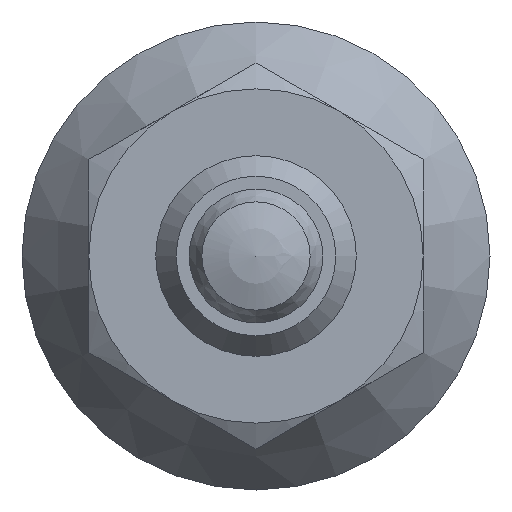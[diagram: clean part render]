
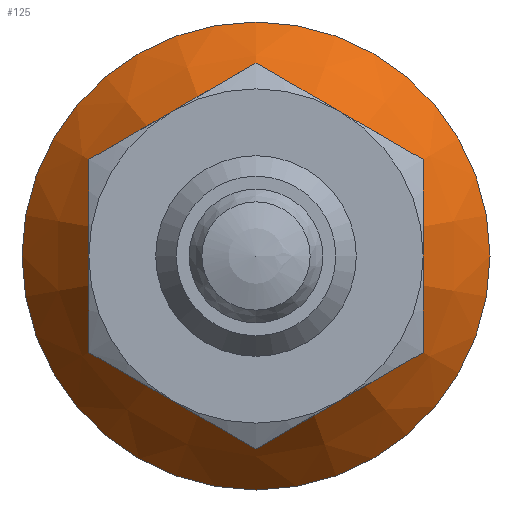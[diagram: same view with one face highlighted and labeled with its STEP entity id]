
A CAD part, front view. The second image highlights one B-rep face of the part: STEP entity #125.
In plain terms, the highlighted conical face has half-angle 36 degrees and reference radius 7 mm.
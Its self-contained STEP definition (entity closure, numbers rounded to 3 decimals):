
#125 = ADVANCED_FACE( '', ( #294, #295 ), #296, .T. );
#294 = FACE_BOUND( '', #513, .T. );
#295 = FACE_OUTER_BOUND( '', #514, .T. );
#296 = CONICAL_SURFACE( '', #515, 7., 0.628 );
#513 = EDGE_LOOP( '', ( #806 ) );
#514 = EDGE_LOOP( '', ( #807 ) );
#515 = AXIS2_PLACEMENT_3D( '', #808, #809, #810 );
#806 = ORIENTED_EDGE( '', *, *, #1250, .F. );
#807 = ORIENTED_EDGE( '', *, *, #1251, .T. );
#808 = CARTESIAN_POINT( '', ( 0., 9.8, 0. ) );
#809 = DIRECTION( '', ( 0., 1., 0. ) );
#810 = DIRECTION( '', ( 0., 0., 1. ) );
#1250 = EDGE_CURVE( '', #1494, #1494, #1495, .T. );
#1251 = EDGE_CURVE( '', #1496, #1496, #1497, .T. );
#1494 = VERTEX_POINT( '', #1849 );
#1495 = CIRCLE( '', #1850, 4. );
#1496 = VERTEX_POINT( '', #1851 );
#1497 = CIRCLE( '', #1852, 7. );
#1849 = CARTESIAN_POINT( '', ( 0., 5.671, -4. ) );
#1850 = AXIS2_PLACEMENT_3D( '', #2230, #2231, #2232 );
#1851 = CARTESIAN_POINT( '', ( 0., 9.8, -7. ) );
#1852 = AXIS2_PLACEMENT_3D( '', #2233, #2234, #2235 );
#2230 = CARTESIAN_POINT( '', ( 0., 5.671, 0. ) );
#2231 = DIRECTION( '', ( 0., -1., 0. ) );
#2232 = DIRECTION( '', ( 0., 0., -1. ) );
#2233 = CARTESIAN_POINT( '', ( 0., 9.8, 0. ) );
#2234 = DIRECTION( '', ( 0., -1., 0. ) );
#2235 = DIRECTION( '', ( 0., 0., -1. ) );
